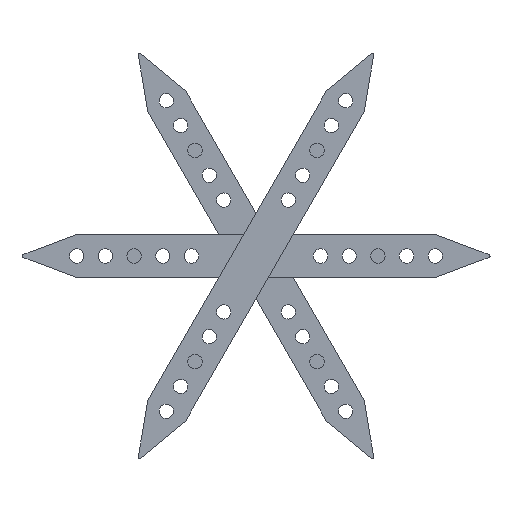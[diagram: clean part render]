
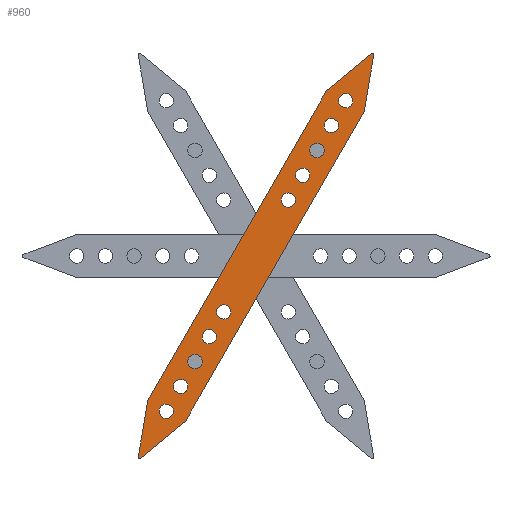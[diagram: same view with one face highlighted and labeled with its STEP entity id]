
A CAD part, left-side view. The second image highlights one B-rep face of the part: STEP entity #960.
In plain terms, the highlighted planar face has unit normal (-1, 0, 0).
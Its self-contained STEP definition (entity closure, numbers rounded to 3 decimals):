
#109=FACE_BOUND('',#266,.T.);
#110=FACE_BOUND('',#267,.T.);
#111=FACE_BOUND('',#268,.T.);
#112=FACE_BOUND('',#269,.T.);
#113=FACE_BOUND('',#270,.T.);
#114=FACE_BOUND('',#271,.T.);
#115=FACE_BOUND('',#272,.T.);
#116=FACE_BOUND('',#273,.T.);
#117=FACE_BOUND('',#274,.T.);
#118=FACE_BOUND('',#275,.T.);
#138=PLANE('',#1127);
#186=FACE_OUTER_BOUND('',#265,.T.);
#265=EDGE_LOOP('',(#864,#865,#866,#867,#868,#869,#870,#871));
#266=EDGE_LOOP('',(#872));
#267=EDGE_LOOP('',(#873));
#268=EDGE_LOOP('',(#874));
#269=EDGE_LOOP('',(#875));
#270=EDGE_LOOP('',(#876));
#271=EDGE_LOOP('',(#877));
#272=EDGE_LOOP('',(#878));
#273=EDGE_LOOP('',(#879));
#274=EDGE_LOOP('',(#880));
#275=EDGE_LOOP('',(#881));
#321=LINE('',#1645,#384);
#325=LINE('',#1653,#388);
#329=LINE('',#1665,#392);
#332=LINE('',#1671,#395);
#335=LINE('',#1677,#398);
#339=LINE('',#1688,#402);
#384=VECTOR('',#1368,10.);
#388=VECTOR('',#1374,10.);
#392=VECTOR('',#1386,10.);
#395=VECTOR('',#1391,10.);
#398=VECTOR('',#1396,10.);
#402=VECTOR('',#1408,10.);
#434=CIRCLE('',#1086,5.);
#436=CIRCLE('',#1089,5.);
#438=CIRCLE('',#1092,5.);
#440=CIRCLE('',#1095,5.);
#442=CIRCLE('',#1098,5.);
#444=CIRCLE('',#1101,5.);
#446=CIRCLE('',#1104,5.);
#448=CIRCLE('',#1107,5.);
#450=CIRCLE('',#1110,5.);
#452=CIRCLE('',#1113,5.);
#453=CIRCLE('',#1117,1.);
#455=CIRCLE('',#1123,1.);
#500=VERTEX_POINT('',#1585);
#502=VERTEX_POINT('',#1591);
#504=VERTEX_POINT('',#1597);
#506=VERTEX_POINT('',#1603);
#508=VERTEX_POINT('',#1609);
#510=VERTEX_POINT('',#1615);
#512=VERTEX_POINT('',#1621);
#514=VERTEX_POINT('',#1627);
#516=VERTEX_POINT('',#1633);
#518=VERTEX_POINT('',#1639);
#519=VERTEX_POINT('',#1643);
#520=VERTEX_POINT('',#1644);
#523=VERTEX_POINT('',#1652);
#525=VERTEX_POINT('',#1658);
#527=VERTEX_POINT('',#1664);
#529=VERTEX_POINT('',#1670);
#531=VERTEX_POINT('',#1676);
#533=VERTEX_POINT('',#1682);
#599=EDGE_CURVE('',#500,#500,#434,.T.);
#602=EDGE_CURVE('',#502,#502,#436,.T.);
#605=EDGE_CURVE('',#504,#504,#438,.T.);
#608=EDGE_CURVE('',#506,#506,#440,.T.);
#611=EDGE_CURVE('',#508,#508,#442,.T.);
#614=EDGE_CURVE('',#510,#510,#444,.T.);
#617=EDGE_CURVE('',#512,#512,#446,.T.);
#620=EDGE_CURVE('',#514,#514,#448,.T.);
#623=EDGE_CURVE('',#516,#516,#450,.T.);
#626=EDGE_CURVE('',#518,#518,#452,.T.);
#627=EDGE_CURVE('',#519,#520,#321,.T.);
#631=EDGE_CURVE('',#523,#520,#325,.T.);
#634=EDGE_CURVE('',#525,#523,#453,.T.);
#637=EDGE_CURVE('',#527,#525,#329,.T.);
#640=EDGE_CURVE('',#527,#529,#332,.T.);
#643=EDGE_CURVE('',#529,#531,#335,.T.);
#646=EDGE_CURVE('',#533,#531,#455,.T.);
#649=EDGE_CURVE('',#533,#519,#339,.T.);
#864=ORIENTED_EDGE('',*,*,#649,.T.);
#865=ORIENTED_EDGE('',*,*,#627,.T.);
#866=ORIENTED_EDGE('',*,*,#631,.F.);
#867=ORIENTED_EDGE('',*,*,#634,.F.);
#868=ORIENTED_EDGE('',*,*,#637,.F.);
#869=ORIENTED_EDGE('',*,*,#640,.T.);
#870=ORIENTED_EDGE('',*,*,#643,.T.);
#871=ORIENTED_EDGE('',*,*,#646,.F.);
#872=ORIENTED_EDGE('',*,*,#626,.F.);
#873=ORIENTED_EDGE('',*,*,#623,.F.);
#874=ORIENTED_EDGE('',*,*,#620,.F.);
#875=ORIENTED_EDGE('',*,*,#617,.F.);
#876=ORIENTED_EDGE('',*,*,#614,.F.);
#877=ORIENTED_EDGE('',*,*,#611,.F.);
#878=ORIENTED_EDGE('',*,*,#608,.F.);
#879=ORIENTED_EDGE('',*,*,#605,.F.);
#880=ORIENTED_EDGE('',*,*,#602,.F.);
#881=ORIENTED_EDGE('',*,*,#599,.F.);
#960=ADVANCED_FACE('',(#186,#109,#110,#111,#112,#113,#114,#115,#116,#117,
#118),#138,.F.);
#1086=AXIS2_PLACEMENT_3D('',#1587,#1301,#1302);
#1089=AXIS2_PLACEMENT_3D('',#1593,#1308,#1309);
#1092=AXIS2_PLACEMENT_3D('',#1599,#1315,#1316);
#1095=AXIS2_PLACEMENT_3D('',#1605,#1322,#1323);
#1098=AXIS2_PLACEMENT_3D('',#1611,#1329,#1330);
#1101=AXIS2_PLACEMENT_3D('',#1617,#1336,#1337);
#1104=AXIS2_PLACEMENT_3D('',#1623,#1343,#1344);
#1107=AXIS2_PLACEMENT_3D('',#1629,#1350,#1351);
#1110=AXIS2_PLACEMENT_3D('',#1635,#1357,#1358);
#1113=AXIS2_PLACEMENT_3D('',#1641,#1364,#1365);
#1117=AXIS2_PLACEMENT_3D('',#1659,#1379,#1380);
#1123=AXIS2_PLACEMENT_3D('',#1683,#1401,#1402);
#1127=AXIS2_PLACEMENT_3D('',#1691,#1412,#1413);
#1301=DIRECTION('center_axis',(-1.,0.,0.));
#1302=DIRECTION('ref_axis',(0.,1.,0.));
#1308=DIRECTION('center_axis',(-1.,0.,0.));
#1309=DIRECTION('ref_axis',(0.,1.,0.));
#1315=DIRECTION('center_axis',(-1.,0.,0.));
#1316=DIRECTION('ref_axis',(0.,1.,0.));
#1322=DIRECTION('center_axis',(-1.,0.,0.));
#1323=DIRECTION('ref_axis',(0.,1.,0.));
#1329=DIRECTION('center_axis',(-1.,0.,0.));
#1330=DIRECTION('ref_axis',(0.,1.,0.));
#1336=DIRECTION('center_axis',(-1.,0.,0.));
#1337=DIRECTION('ref_axis',(0.,1.,0.));
#1343=DIRECTION('center_axis',(-1.,0.,0.));
#1344=DIRECTION('ref_axis',(0.,1.,0.));
#1350=DIRECTION('center_axis',(-1.,0.,0.));
#1351=DIRECTION('ref_axis',(0.,1.,0.));
#1357=DIRECTION('center_axis',(-1.,0.,0.));
#1358=DIRECTION('ref_axis',(0.,1.,0.));
#1364=DIRECTION('center_axis',(-1.,0.,0.));
#1365=DIRECTION('ref_axis',(0.,1.,0.));
#1368=DIRECTION('',(0.,-1.,0.));
#1374=DIRECTION('',(0.,0.936,-0.351));
#1379=DIRECTION('center_axis',(1.,0.,0.));
#1380=DIRECTION('ref_axis',(0.,-0.351,0.936));
#1386=DIRECTION('',(0.,-0.936,-0.351));
#1391=DIRECTION('',(0.,1.,0.));
#1396=DIRECTION('',(0.,0.936,-0.351));
#1401=DIRECTION('center_axis',(1.,0.,0.));
#1402=DIRECTION('ref_axis',(0.,0.351,-0.936));
#1408=DIRECTION('',(0.,-0.936,-0.351));
#1412=DIRECTION('center_axis',(1.,0.,0.));
#1413=DIRECTION('ref_axis',(0.,1.,0.));
#1585=CARTESIAN_POINT('',(0.,100.,0.));
#1587=CARTESIAN_POINT('Origin',(0.,105.,0.));
#1591=CARTESIAN_POINT('',(0.,80.,0.));
#1593=CARTESIAN_POINT('Origin',(0.,85.,0.));
#1597=CARTESIAN_POINT('',(0.,-130.,0.));
#1599=CARTESIAN_POINT('Origin',(0.,-125.,0.));
#1603=CARTESIAN_POINT('',(0.,120.,0.));
#1605=CARTESIAN_POINT('Origin',(0.,125.,0.));
#1609=CARTESIAN_POINT('',(0.,-90.,0.));
#1611=CARTESIAN_POINT('Origin',(0.,-85.,0.));
#1615=CARTESIAN_POINT('',(0.,-110.,0.));
#1617=CARTESIAN_POINT('Origin',(0.,-105.,0.));
#1621=CARTESIAN_POINT('',(0.,-50.,0.));
#1623=CARTESIAN_POINT('Origin',(0.,-45.,0.));
#1627=CARTESIAN_POINT('',(0.,60.,0.));
#1629=CARTESIAN_POINT('Origin',(0.,65.,0.));
#1633=CARTESIAN_POINT('',(0.,40.,0.));
#1635=CARTESIAN_POINT('Origin',(0.,45.,0.));
#1639=CARTESIAN_POINT('',(0.,-70.,0.));
#1641=CARTESIAN_POINT('Origin',(0.,-65.,0.));
#1643=CARTESIAN_POINT('',(0.,125.,-15.));
#1644=CARTESIAN_POINT('',(0.,-125.,-15.));
#1645=CARTESIAN_POINT('',(0.,125.,-15.));
#1652=CARTESIAN_POINT('',(0.,-162.503,-0.936));
#1653=CARTESIAN_POINT('',(0.,-162.503,-0.936));
#1658=CARTESIAN_POINT('',(0.,-162.503,0.936));
#1659=CARTESIAN_POINT('Origin',(0.,-162.152,0.));
#1664=CARTESIAN_POINT('',(0.,-125.,15.));
#1665=CARTESIAN_POINT('',(0.,-125.,15.));
#1670=CARTESIAN_POINT('',(0.,125.,15.));
#1671=CARTESIAN_POINT('',(0.,-125.,15.));
#1676=CARTESIAN_POINT('',(0.,162.503,0.936));
#1677=CARTESIAN_POINT('',(0.,125.,15.));
#1682=CARTESIAN_POINT('',(0.,162.503,-0.936));
#1683=CARTESIAN_POINT('Origin',(0.,162.152,0.));
#1688=CARTESIAN_POINT('',(0.,162.503,-0.936));
#1691=CARTESIAN_POINT('Origin',(0.,0.,0.));
